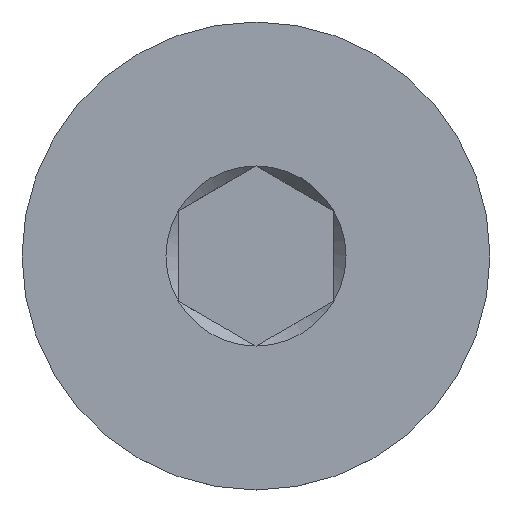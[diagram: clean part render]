
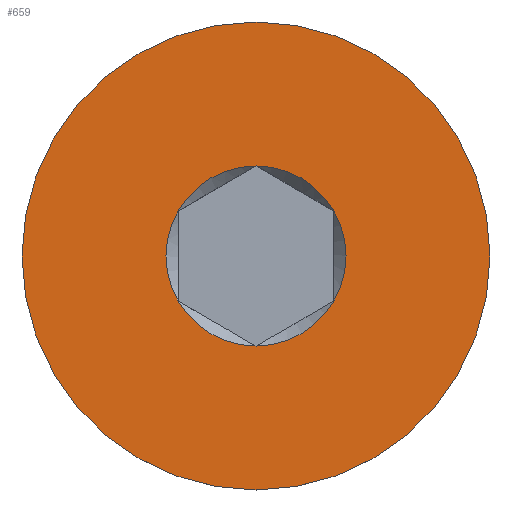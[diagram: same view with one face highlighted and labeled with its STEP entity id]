
A CAD part, top view. The second image highlights one B-rep face of the part: STEP entity #659.
In plain terms, the highlighted planar face has unit normal (0, 0, 1).
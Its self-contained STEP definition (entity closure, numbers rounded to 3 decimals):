
#17=FACE_BOUND('',#124,.T.);
#18=PLANE('',#733);
#83=FACE_OUTER_BOUND('',#123,.T.);
#123=EDGE_LOOP('',(#515,#516));
#124=EDGE_LOOP('',(#517,#518,#519,#520,#521,#522));
#149=CIRCLE('',#724,2.309);
#150=CIRCLE('',#726,6.);
#151=CIRCLE('',#727,6.);
#156=CIRCLE('',#734,2.309);
#157=CIRCLE('',#735,2.309);
#158=CIRCLE('',#736,2.309);
#159=CIRCLE('',#737,2.309);
#160=CIRCLE('',#738,2.309);
#295=VERTEX_POINT('',#3191);
#296=VERTEX_POINT('',#3192);
#297=VERTEX_POINT('',#3198);
#298=VERTEX_POINT('',#3199);
#304=VERTEX_POINT('',#3246);
#305=VERTEX_POINT('',#3248);
#306=VERTEX_POINT('',#3250);
#307=VERTEX_POINT('',#3252);
#379=EDGE_CURVE('',#295,#296,#149,.T.);
#380=EDGE_CURVE('',#297,#298,#150,.T.);
#381=EDGE_CURVE('',#298,#297,#151,.T.);
#390=EDGE_CURVE('',#296,#304,#156,.T.);
#391=EDGE_CURVE('',#304,#305,#157,.T.);
#392=EDGE_CURVE('',#305,#306,#158,.T.);
#393=EDGE_CURVE('',#306,#307,#159,.T.);
#394=EDGE_CURVE('',#307,#295,#160,.T.);
#515=ORIENTED_EDGE('',*,*,#380,.T.);
#516=ORIENTED_EDGE('',*,*,#381,.T.);
#517=ORIENTED_EDGE('',*,*,#390,.T.);
#518=ORIENTED_EDGE('',*,*,#391,.T.);
#519=ORIENTED_EDGE('',*,*,#392,.T.);
#520=ORIENTED_EDGE('',*,*,#393,.T.);
#521=ORIENTED_EDGE('',*,*,#394,.T.);
#522=ORIENTED_EDGE('',*,*,#379,.T.);
#659=ADVANCED_FACE('',(#83,#17),#18,.F.);
#724=AXIS2_PLACEMENT_3D('',#3196,#828,#829);
#726=AXIS2_PLACEMENT_3D('',#3200,#832,#833);
#727=AXIS2_PLACEMENT_3D('',#3201,#834,#835);
#733=AXIS2_PLACEMENT_3D('',#3245,#848,#849);
#734=AXIS2_PLACEMENT_3D('',#3247,#850,#851);
#735=AXIS2_PLACEMENT_3D('',#3249,#852,#853);
#736=AXIS2_PLACEMENT_3D('',#3251,#854,#855);
#737=AXIS2_PLACEMENT_3D('',#3253,#856,#857);
#738=AXIS2_PLACEMENT_3D('',#3254,#858,#859);
#828=DIRECTION('center_axis',(0.,0.,-1.));
#829=DIRECTION('ref_axis',(-1.,0.,0.));
#832=DIRECTION('center_axis',(0.,0.,1.));
#833=DIRECTION('ref_axis',(0.,-1.,0.));
#834=DIRECTION('center_axis',(0.,0.,1.));
#835=DIRECTION('ref_axis',(0.,-1.,0.));
#848=DIRECTION('center_axis',(0.,0.,-1.));
#849=DIRECTION('ref_axis',(0.,1.,0.));
#850=DIRECTION('center_axis',(0.,0.,-1.));
#851=DIRECTION('ref_axis',(-1.,0.,0.));
#852=DIRECTION('center_axis',(0.,0.,-1.));
#853=DIRECTION('ref_axis',(-1.,0.,0.));
#854=DIRECTION('center_axis',(0.,0.,-1.));
#855=DIRECTION('ref_axis',(-1.,0.,0.));
#856=DIRECTION('center_axis',(0.,0.,-1.));
#857=DIRECTION('ref_axis',(-1.,0.,0.));
#858=DIRECTION('center_axis',(0.,0.,-1.));
#859=DIRECTION('ref_axis',(-1.,0.,0.));
#3191=CARTESIAN_POINT('',(-2.,-1.155,6.));
#3192=CARTESIAN_POINT('',(-2.,1.155,6.));
#3196=CARTESIAN_POINT('Origin',(0.,0.,6.));
#3198=CARTESIAN_POINT('',(0.,-6.,6.));
#3199=CARTESIAN_POINT('',(0.,6.,6.));
#3200=CARTESIAN_POINT('Origin',(0.,0.,6.));
#3201=CARTESIAN_POINT('Origin',(0.,0.,6.));
#3245=CARTESIAN_POINT('Origin',(0.,0.,
6.));
#3246=CARTESIAN_POINT('',(0.,2.309,6.));
#3247=CARTESIAN_POINT('Origin',(0.,0.,6.));
#3248=CARTESIAN_POINT('',(2.,1.155,6.));
#3249=CARTESIAN_POINT('Origin',(0.,0.,6.));
#3250=CARTESIAN_POINT('',(2.,-1.155,6.));
#3251=CARTESIAN_POINT('Origin',(0.,0.,6.));
#3252=CARTESIAN_POINT('',(0.,-2.309,6.));
#3253=CARTESIAN_POINT('Origin',(0.,0.,6.));
#3254=CARTESIAN_POINT('Origin',(0.,0.,6.));
